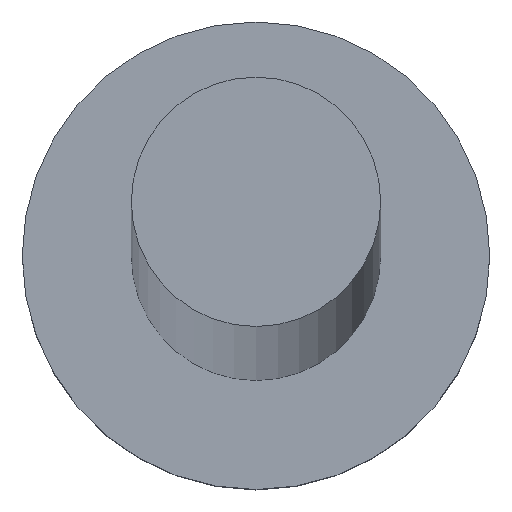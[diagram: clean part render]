
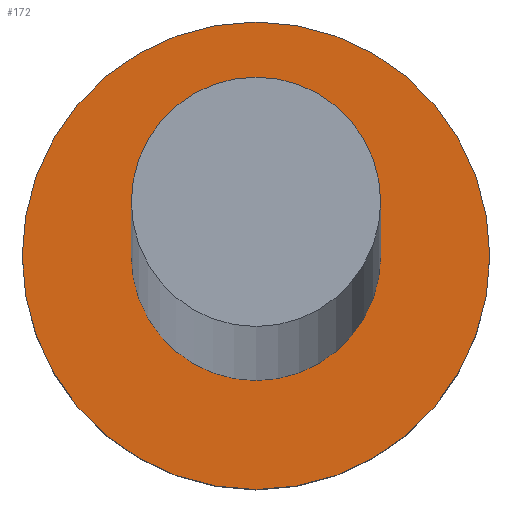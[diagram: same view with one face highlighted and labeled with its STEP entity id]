
A CAD part, top view. The second image highlights one B-rep face of the part: STEP entity #172.
In plain terms, the highlighted planar face has unit normal (0, 0, 1).
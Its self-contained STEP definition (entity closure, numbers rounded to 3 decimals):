
#1 = FACE_BOUND ( 'NONE', #214, .T. ) ;
#18 = EDGE_CURVE ( 'NONE', #106, #42, #170, .T. ) ;
#37 = DIRECTION ( 'NONE',  ( 0., 0., 1. ) ) ;
#39 = CARTESIAN_POINT ( 'NONE',  ( -0.8, 0., 1.5 ) ) ;
#42 = VERTEX_POINT ( 'NONE', #220 ) ;
#44 = CIRCLE ( 'NONE', #167, 1.5 ) ;
#54 = CARTESIAN_POINT ( 'NONE',  ( 1.5, 0., 1.5 ) ) ;
#57 = DIRECTION ( 'NONE',  ( 1., 0., 0. ) ) ;
#59 = DIRECTION ( 'NONE',  ( 0., 0., 1. ) ) ;
#61 = DIRECTION ( 'NONE',  ( 1., 0., 0. ) ) ;
#64 = EDGE_CURVE ( 'NONE', #195, #147, #178, .T. ) ;
#77 = AXIS2_PLACEMENT_3D ( 'NONE', #78, #37, #121 ) ;
#78 = CARTESIAN_POINT ( 'NONE',  ( 0., 0., 1.5 ) ) ;
#82 = DIRECTION ( 'NONE',  ( 0., 0., 1. ) ) ;
#88 = AXIS2_PLACEMENT_3D ( 'NONE', #96, #176, #174 ) ;
#96 = CARTESIAN_POINT ( 'NONE',  ( 0., 0., 1.5 ) ) ;
#106 = VERTEX_POINT ( 'NONE', #54 ) ;
#120 = ORIENTED_EDGE ( 'NONE', *, *, #64, .F. ) ;
#121 = DIRECTION ( 'NONE',  ( 1., 0., 0. ) ) ;
#127 = EDGE_CURVE ( 'NONE', #42, #106, #44, .T. ) ;
#142 = ORIENTED_EDGE ( 'NONE', *, *, #239, .F. ) ;
#144 = CARTESIAN_POINT ( 'NONE',  ( 0., 0., 1.5 ) ) ;
#147 = VERTEX_POINT ( 'NONE', #192 ) ;
#148 = ORIENTED_EDGE ( 'NONE', *, *, #127, .T. ) ;
#162 = CIRCLE ( 'NONE', #88, 0.8 ) ;
#167 = AXIS2_PLACEMENT_3D ( 'NONE', #250, #59, #57 ) ;
#170 = CIRCLE ( 'NONE', #208, 1.5 ) ;
#172 = ADVANCED_FACE ( 'NONE', ( #1, #212 ), #215, .T. ) ;
#174 = DIRECTION ( 'NONE',  ( 1., 0., 0. ) ) ;
#175 = ORIENTED_EDGE ( 'NONE', *, *, #18, .T. ) ;
#176 = DIRECTION ( 'NONE',  ( 0., 0., 1. ) ) ;
#178 = CIRCLE ( 'NONE', #240, 0.8 ) ;
#191 = EDGE_LOOP ( 'NONE', ( #148, #175 ) ) ;
#192 = CARTESIAN_POINT ( 'NONE',  ( 0.8, 0., 1.5 ) ) ;
#193 = CARTESIAN_POINT ( 'NONE',  ( 0., 0., 1.5 ) ) ;
#195 = VERTEX_POINT ( 'NONE', #39 ) ;
#208 = AXIS2_PLACEMENT_3D ( 'NONE', #144, #82, #232 ) ;
#212 = FACE_OUTER_BOUND ( 'NONE', #191, .T. ) ;
#214 = EDGE_LOOP ( 'NONE', ( #120, #142 ) ) ;
#215 = PLANE ( 'NONE',  #77 ) ;
#220 = CARTESIAN_POINT ( 'NONE',  ( -1.5, 0., 1.5 ) ) ;
#232 = DIRECTION ( 'NONE',  ( 1., 0., 0. ) ) ;
#238 = DIRECTION ( 'NONE',  ( 0., 0., 1. ) ) ;
#239 = EDGE_CURVE ( 'NONE', #147, #195, #162, .T. ) ;
#240 = AXIS2_PLACEMENT_3D ( 'NONE', #193, #238, #61 ) ;
#250 = CARTESIAN_POINT ( 'NONE',  ( 0., 0., 1.5 ) ) ;
